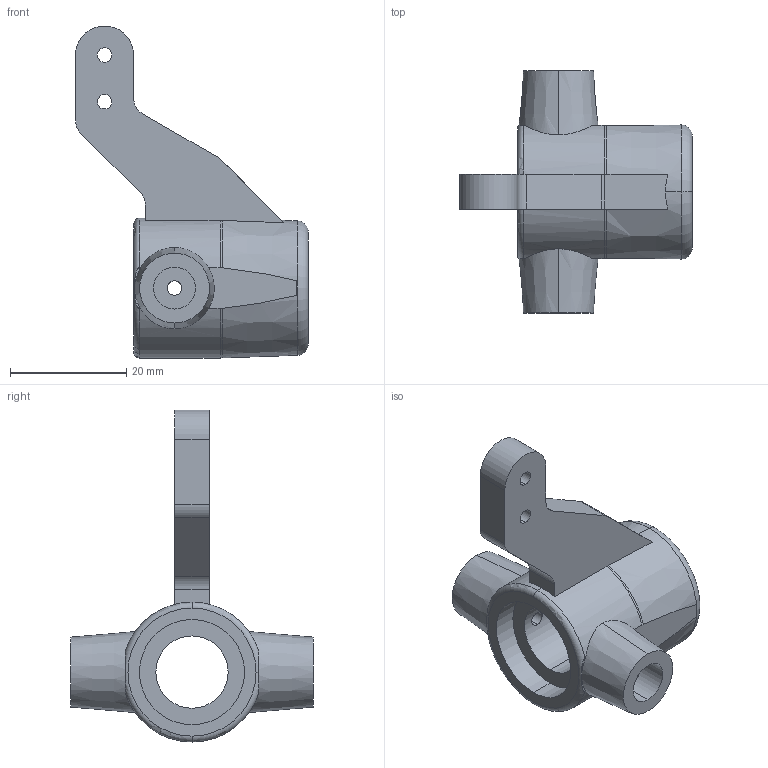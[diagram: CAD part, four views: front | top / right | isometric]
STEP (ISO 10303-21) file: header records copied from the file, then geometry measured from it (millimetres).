
FILE_DESCRIPTION (( 'STEP AP203' ), '1' );
FILE_NAME ('右转向杯(数量2，孔2.5攻M3螺纹共4个，孔18.05为轴承位共2个).SLDPRT.STEP', '2021-09-17T00:40:33', ( '' ), ( '' ), 'SwSTEP 2.0', 'SolidWorks 2018', '' );
FILE_SCHEMA (( 'CONFIG_CONTROL_DESIGN' ));
Length unit declared in the file: millimetre
Products named in the file (1): 右转向杯(数量2，孔2.5攻M3螺纹共4个，孔18.05为轴承位共2个).SLDPRT
Bounding box: 40 x 41.56 x 57 mm (x, y, z)
Volume: 13174.2 mm3; surface area: 6598 mm2
Topology: 1 solids, 1 shells, 66 faces, 176 edges, 116 vertices
Faces by surface type: cylinder 26, plane 26, torus 8, cone 6
Entity records: 2452 total; most frequent: CARTESIAN_POINT 679, DIRECTION 367, ORIENTED_EDGE 352, EDGE_CURVE 176, AXIS2_PLACEMENT_3D 152, VERTEX_POINT 116, CIRCLE 85, EDGE_LOOP 80
